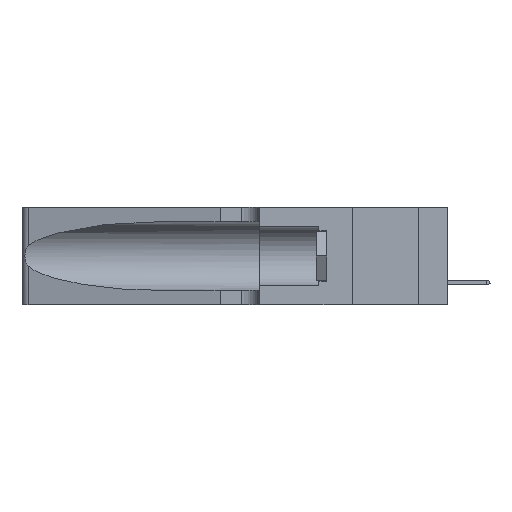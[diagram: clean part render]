
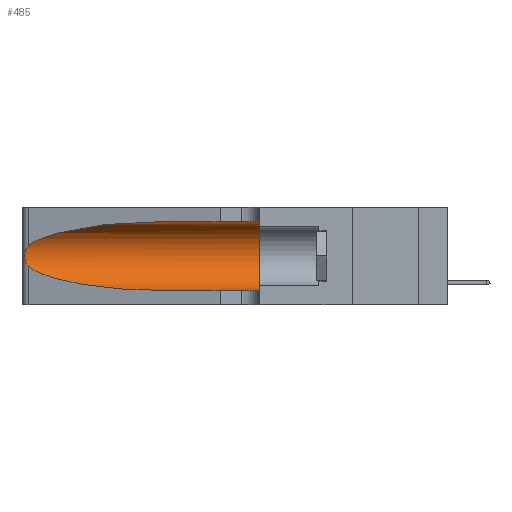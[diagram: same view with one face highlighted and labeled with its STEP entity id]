
A CAD part, left-side view. The second image highlights one B-rep face of the part: STEP entity #485.
In plain terms, the highlighted cylindrical face has radius 3.308 mm (diameter 6.617 mm), a partial arc.
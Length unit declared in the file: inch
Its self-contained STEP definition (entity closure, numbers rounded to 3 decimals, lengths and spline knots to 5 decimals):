
#485 = ADVANCED_FACE ( 'NONE', ( #25783 ), #26985, .F. ) ;
#655 = CARTESIAN_POINT ( 'NONE',  ( 0.25487, 1.22718, 0.22369 ) ) ;
#872 = DIRECTION ( 'NONE',  ( 0., -1., 0. ) ) ;
#1459 = CARTESIAN_POINT ( 'NONE',  ( 0.25639, 1.23184, 0.21858 ) ) ;
#1570 = CARTESIAN_POINT ( 'NONE',  ( 0.1305, 0.35, 0.31525 ) ) ;
#2304 = ORIENTED_EDGE ( 'NONE', *, *, #12287, .T. ) ;
#2945 = DIRECTION ( 'NONE',  ( 0., 1., 0. ) ) ;
#3149 = VERTEX_POINT ( 'NONE', #35431 ) ;
#3675 = EDGE_LOOP ( 'NONE', ( #4071, #32050, #2304, #26598, #42490, #4766 ) ) ;
#3770 = CARTESIAN_POINT ( 'NONE',  ( 0.25856, 1.23593, 0.16098 ) ) ;
#3850 = CARTESIAN_POINT ( 'NONE',  ( 0.25487, 1.22718, 0.14631 ) ) ;
#4071 = ORIENTED_EDGE ( 'NONE', *, *, #32866, .T. ) ;
#4766 = ORIENTED_EDGE ( 'NONE', *, *, #16733, .F. ) ;
#5263 = VECTOR ( 'NONE', #872, 39.37008 ) ;
#6860 = AXIS2_PLACEMENT_3D ( 'NONE', #7579, #45810, #31803 ) ;
#7329 = CARTESIAN_POINT ( 'NONE',  ( 0.1305, 0.35, 0.185 ) ) ;
#7579 = CARTESIAN_POINT ( 'NONE',  ( 0.1305, 1.61858, 0.185 ) ) ;
#8257 = CARTESIAN_POINT ( 'NONE',  ( 0.25639, 1.23186, 0.15144 ) ) ;
#8290 = CARTESIAN_POINT ( 'NONE',  ( 0.2373, 1.15595, 0.28018 ) ) ;
#8881 = CARTESIAN_POINT ( 'NONE',  ( 0.25787, 1.23484, 0.2124 ) ) ;
#11092 = CARTESIAN_POINT ( 'NONE',  ( 0.26075, 1.23896, 0.19203 ) ) ;
#12287 = EDGE_CURVE ( 'NONE', #19775, #21708, #31815, .T. ) ;
#12339 =( BOUNDED_CURVE ( )  B_SPLINE_CURVE ( 3, ( #38611, #23648, #8290, #655 ),
 .UNSPECIFIED., .F., .T. ) 
 B_SPLINE_CURVE_WITH_KNOTS ( ( 4, 4 ),
 ( 1.5708, 2.84003 ),
 .UNSPECIFIED. ) 
 CURVE ( )  GEOMETRIC_REPRESENTATION_ITEM ( )  RATIONAL_B_SPLINE_CURVE ( ( 1., 0.87, 0.87, 1. ) ) 
 REPRESENTATION_ITEM ( '' )  );
#13284 = CARTESIAN_POINT ( 'NONE',  ( 0.25487, 1.22718, 0.14631 ) ) ;
#14190 = DIRECTION ( 'NONE',  ( 0., -1., 0. ) ) ;
#15145 = CARTESIAN_POINT ( 'NONE',  ( 0.26075, 1.23896, 0.178 ) ) ;
#16450 = CARTESIAN_POINT ( 'NONE',  ( 0.25487, 1.22718, 0.22369 ) ) ;
#16733 = EDGE_CURVE ( 'NONE', #23206, #40012, #27847, .T. ) ;
#19067 = CARTESIAN_POINT ( 'NONE',  ( 0.25789, 1.23486, 0.15765 ) ) ;
#19775 = VERTEX_POINT ( 'NONE', #3850 ) ;
#21557 = AXIS2_PLACEMENT_3D ( 'NONE', #7329, #2945, #34676 ) ;
#21708 = VERTEX_POINT ( 'NONE', #28328 ) ;
#23206 = VERTEX_POINT ( 'NONE', #30594 ) ;
#23648 = CARTESIAN_POINT ( 'NONE',  ( 0.18966, 0.96281, 0.31525 ) ) ;
#24593 = LINE ( 'NONE', #26056, #5263 ) ;
#25436 = CARTESIAN_POINT ( 'NONE',  ( 0.1305, 0.72297, 0.05475 ) ) ;
#25460 = EDGE_CURVE ( 'NONE', #21708, #3149, #24593, .T. ) ;
#25783 = FACE_OUTER_BOUND ( 'NONE', #3675, .T. ) ;
#25824 = CARTESIAN_POINT ( 'NONE',  ( 0.1305, 1.61858, 0.31525 ) ) ;
#26056 = CARTESIAN_POINT ( 'NONE',  ( 0.1305, 1.61858, 0.05475 ) ) ;
#26598 = ORIENTED_EDGE ( 'NONE', *, *, #25460, .T. ) ;
#26985 = CYLINDRICAL_SURFACE ( 'NONE', #6860, 0.13025 ) ;
#27847 = LINE ( 'NONE', #25824, #40685 ) ;
#28328 = CARTESIAN_POINT ( 'NONE',  ( 0.1305, 0.72297, 0.05475 ) ) ;
#29324 = EDGE_CURVE ( 'NONE', #40012, #3149, #37538, .T. ) ;
#30594 = CARTESIAN_POINT ( 'NONE',  ( 0.1305, 0.72297, 0.31525 ) ) ;
#31803 = DIRECTION ( 'NONE',  ( 0., 0., -1. ) ) ;
#31815 =( BOUNDED_CURVE ( )  B_SPLINE_CURVE ( 3, ( #13284, #44235, #40331, #25436 ),
 .UNSPECIFIED., .F., .F. ) 
 B_SPLINE_CURVE_WITH_KNOTS ( ( 4, 4 ),
 ( 3.44316, 4.71239 ),
 .UNSPECIFIED. ) 
 CURVE ( )  GEOMETRIC_REPRESENTATION_ITEM ( )  RATIONAL_B_SPLINE_CURVE ( ( 1., 0.87, 0.87, 1. ) ) 
 REPRESENTATION_ITEM ( '' )  );
#32050 = ORIENTED_EDGE ( 'NONE', *, *, #34284, .T. ) ;
#32866 = EDGE_CURVE ( 'NONE', #23206, #42988, #12339, .T. ) ;
#33924 = CARTESIAN_POINT ( 'NONE',  ( 0.26018, 1.23835, 0.19895 ) ) ;
#34284 = EDGE_CURVE ( 'NONE', #42988, #19775, #46186, .T. ) ;
#34676 = DIRECTION ( 'NONE',  ( 0., 0., 1. ) ) ;
#34824 = CARTESIAN_POINT ( 'NONE',  ( 0.26017, 1.23833, 0.17102 ) ) ;
#35431 = CARTESIAN_POINT ( 'NONE',  ( 0.1305, 0.35, 0.05475 ) ) ;
#35922 = CARTESIAN_POINT ( 'NONE',  ( 0.25854, 1.2359, 0.20912 ) ) ;
#37538 = CIRCLE ( 'NONE', #21557, 0.13025 ) ;
#38611 = CARTESIAN_POINT ( 'NONE',  ( 0.1305, 0.72297, 0.31525 ) ) ;
#40012 = VERTEX_POINT ( 'NONE', #1570 ) ;
#40331 = CARTESIAN_POINT ( 'NONE',  ( 0.18966, 0.96281, 0.05475 ) ) ;
#40621 = CARTESIAN_POINT ( 'NONE',  ( 0.25555, 1.22993, 0.14849 ) ) ;
#40685 = VECTOR ( 'NONE', #14190, 39.37008 ) ;
#42490 = ORIENTED_EDGE ( 'NONE', *, *, #29324, .F. ) ;
#42907 = CARTESIAN_POINT ( 'NONE',  ( 0.25555, 1.22994, 0.2215 ) ) ;
#42988 = VERTEX_POINT ( 'NONE', #43686 ) ;
#43686 = CARTESIAN_POINT ( 'NONE',  ( 0.25487, 1.22718, 0.22369 ) ) ;
#44235 = CARTESIAN_POINT ( 'NONE',  ( 0.2373, 1.15595, 0.08982 ) ) ;
#45810 = DIRECTION ( 'NONE',  ( 0., -1., 0. ) ) ;
#46186 = B_SPLINE_CURVE_WITH_KNOTS ( 'NONE', 3,
 ( #16450, #42907, #1459, #8881, #35922, #33924, #11092, #15145, #34824, #3770, #19067, #8257, #40621, #47497 ),
 .UNSPECIFIED., .F., .F.,
 ( 4, 2, 2, 2, 2, 2, 4 ),
 ( 0., 0.00027, 0.00053, 0.00107, 0.0016, 0.00187, 0.00214 ),
 .UNSPECIFIED. ) ;
#47497 = CARTESIAN_POINT ( 'NONE',  ( 0.25487, 1.22718, 0.14631 ) ) ;
